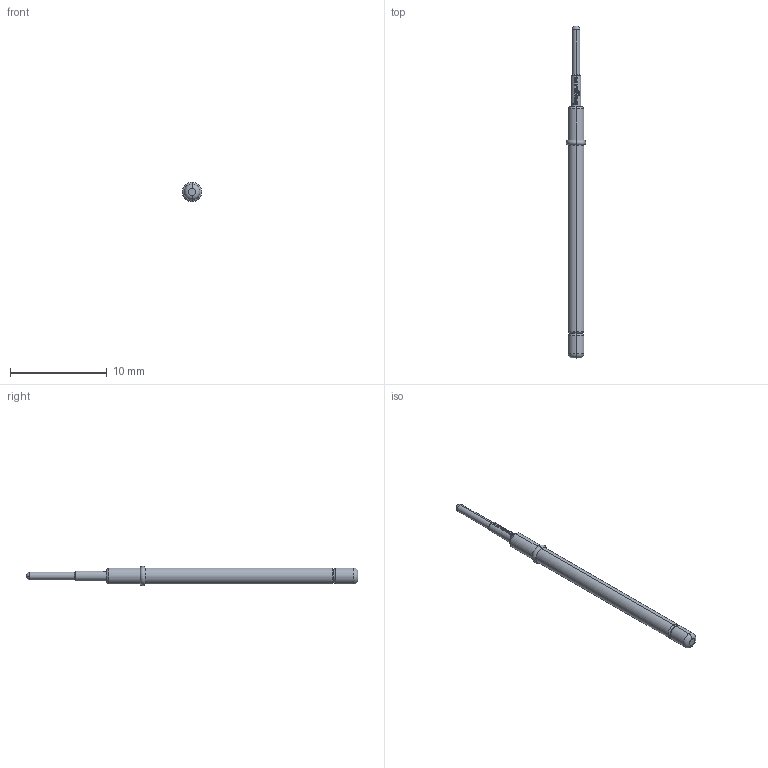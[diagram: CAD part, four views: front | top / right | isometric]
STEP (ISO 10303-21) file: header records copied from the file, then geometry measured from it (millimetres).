
FILE_DESCRIPTION (( 'STEP AP203' ), '1' );
FILE_NAME ('INGUN_GKS-112_305_080_A_xx04.STEP', '2022-01-12T10:31:57', ( 'ochi' ), ( '' ), 'SwSTEP 2.0', 'SolidWorks 2018', '' );
FILE_SCHEMA (( 'CONFIG_CONTROL_DESIGN' ));
Length unit declared in the file: millimetre
Products named in the file (1): INGUN_GKS-112_305_080_A_xx04
Bounding box: 2 x 34.3 x 2 mm (x, y, z)
Volume: 60.5 mm3; surface area: 161.2 mm2
Topology: 1 solids, 1 shells, 98 faces, 267 edges, 171 vertices
Faces by surface type: plane 42, bspline 22, cylinder 20, torus 8, cone 4, sphere 2
Entity records: 3428 total; most frequent: CARTESIAN_POINT 1035, ORIENTED_EDGE 530, DIRECTION 429, EDGE_CURVE 265, AXIS2_PLACEMENT_3D 173, VERTEX_POINT 171, EDGE_LOOP 100, ADVANCED_FACE 98
